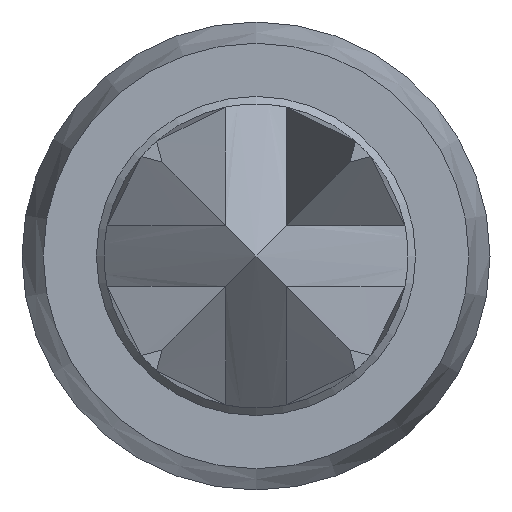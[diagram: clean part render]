
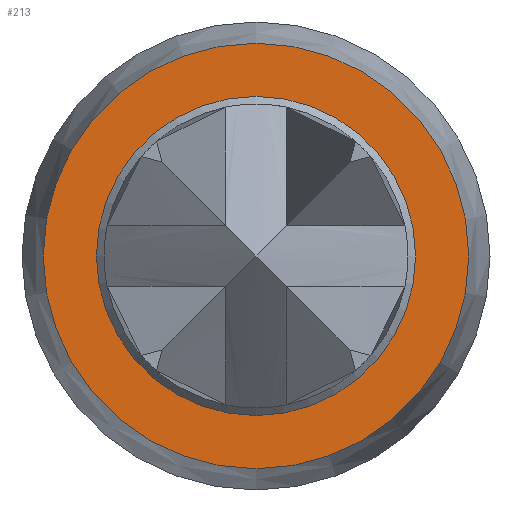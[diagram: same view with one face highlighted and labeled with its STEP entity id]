
A CAD part, left-side view. The second image highlights one B-rep face of the part: STEP entity #213.
In plain terms, the highlighted planar face has unit normal (-1, 0, 0).
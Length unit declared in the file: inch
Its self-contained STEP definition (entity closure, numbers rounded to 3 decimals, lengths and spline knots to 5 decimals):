
#24 = EDGE_CURVE ( 'NONE', #828, #828, #504, .T. ) ;
#86 = DIRECTION ( 'NONE',  ( -1., 0., 0. ) ) ;
#129 = DIRECTION ( 'NONE',  ( 0., 0., 1. ) ) ;
#139 = VERTEX_POINT ( 'NONE', #421 ) ;
#153 = CARTESIAN_POINT ( 'NONE',  ( 0., 0., -0.014 ) ) ;
#213 = ADVANCED_FACE ( 'NONE', ( #1074, #310 ), #762, .T. ) ;
#265 = CARTESIAN_POINT ( 'NONE',  ( 0., 0., 0. ) ) ;
#310 = FACE_OUTER_BOUND ( 'NONE', #746, .T. ) ;
#387 = DIRECTION ( 'NONE',  ( -1., 0., 0. ) ) ;
#421 = CARTESIAN_POINT ( 'NONE',  ( 0., 0., 0.0105 ) ) ;
#504 = CIRCLE ( 'NONE', #822, 0.014 ) ;
#506 = ORIENTED_EDGE ( 'NONE', *, *, #24, .F. ) ;
#528 = DIRECTION ( 'NONE',  ( 0., 0., 1. ) ) ;
#530 = AXIS2_PLACEMENT_3D ( 'NONE', #1024, #387, #129 ) ;
#709 = DIRECTION ( 'NONE',  ( 1., 0., 0. ) ) ;
#732 = AXIS2_PLACEMENT_3D ( 'NONE', #265, #86, #528 ) ;
#746 = EDGE_LOOP ( 'NONE', ( #506 ) ) ;
#762 = PLANE ( 'NONE',  #530 ) ;
#780 = EDGE_CURVE ( 'NONE', #139, #139, #1154, .T. ) ;
#806 = DIRECTION ( 'NONE',  ( 0., 0., -1. ) ) ;
#822 = AXIS2_PLACEMENT_3D ( 'NONE', #884, #709, #806 ) ;
#828 = VERTEX_POINT ( 'NONE', #153 ) ;
#884 = CARTESIAN_POINT ( 'NONE',  ( 0., 0., 0. ) ) ;
#986 = EDGE_LOOP ( 'NONE', ( #1049 ) ) ;
#1024 = CARTESIAN_POINT ( 'NONE',  ( 0., 0.014, 0. ) ) ;
#1049 = ORIENTED_EDGE ( 'NONE', *, *, #780, .F. ) ;
#1074 = FACE_BOUND ( 'NONE', #986, .T. ) ;
#1154 = CIRCLE ( 'NONE', #732, 0.0105 ) ;
